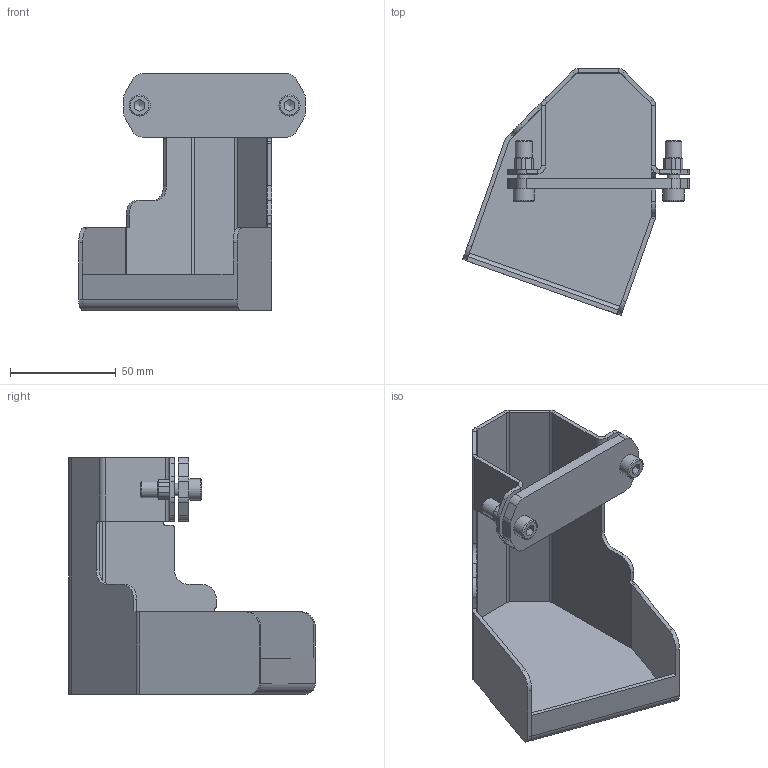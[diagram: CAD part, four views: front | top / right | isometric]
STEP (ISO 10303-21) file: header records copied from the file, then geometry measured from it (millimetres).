
FILE_DESCRIPTION(/* description */ (''),/* implementation_level */ '2;1');
FILE_NAME(/* name */ 'MT_BGR00018678.stp',/* time_stamp */ '2026-02-19T09:29:32+01:00',/* author */ ('michael.schutter'),/* organization */ (''),/* preprocessor_version */ 'ST-DEVELOPER v19.2',/* originating_system */ 'Autodesk Inventor 2023',/* authorisation */ '');
FILE_SCHEMA (('AUTOMOTIVE_DESIGN { 1 0 10303 214 3 1 1 }'));
Length unit declared in the file: millimetre
Products named in the file (1): MT_WST00121864
Bounding box: 107.36 x 116.88 x 112 mm (x, y, z)
Volume: 68607.9 mm3; surface area: 63405.8 mm2
Topology: 1 solids, 1 shells, 204 faces, 576 edges, 371 vertices
Faces by surface type: plane 127, cylinder 67, cone 8, torus 2
Full cylindrical faces by diameter (mm): 4.917 x2, 6 x2, 6.5 x2, 8 x2, 10 x2
Entity records: 6875 total; most frequent: CARTESIAN_POINT 1202, ORIENTED_EDGE 1148, DIRECTION 1134, EDGE_CURVE 574, AXIS2_PLACEMENT_3D 381, LINE 372, VECTOR 372, VERTEX_POINT 371
